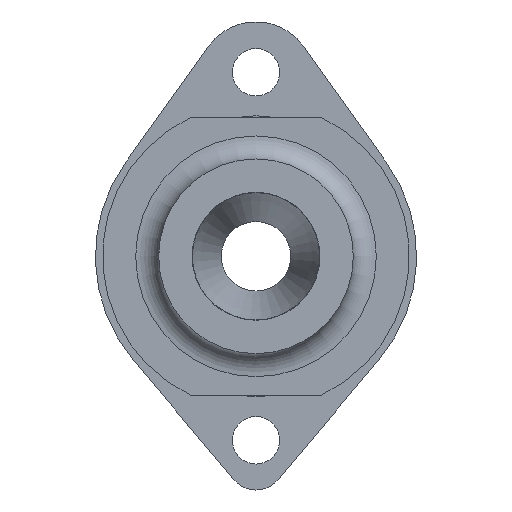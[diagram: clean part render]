
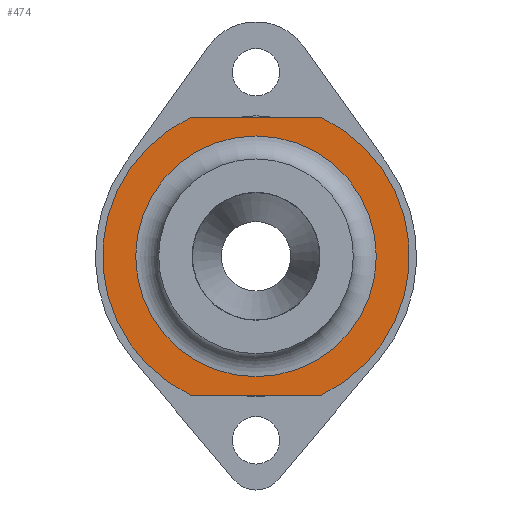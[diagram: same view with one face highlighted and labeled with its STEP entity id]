
A CAD part, front view. The second image highlights one B-rep face of the part: STEP entity #474.
In plain terms, the highlighted planar face has unit normal (0, -1, 0).
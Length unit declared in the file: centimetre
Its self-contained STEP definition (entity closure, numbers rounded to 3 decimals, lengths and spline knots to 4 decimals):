
#26=LINE('',#780,#40);
#27=LINE('',#784,#41);
#40=VECTOR('',#629,2.851);
#41=VECTOR('',#632,2.851);
#56=PLANE('',#524);
#90=FACE_BOUND('',#168,.T.);
#120=FACE_OUTER_BOUND('',#167,.T.);
#167=EDGE_LOOP('',(#377,#378,#379,#380));
#168=EDGE_LOOP('',(#381));
#218=CIRCLE('',#523,2.616);
#219=CIRCLE('',#525,3.335);
#220=CIRCLE('',#526,3.335);
#258=VERTEX_POINT('',#775);
#259=VERTEX_POINT('',#778);
#260=VERTEX_POINT('',#779);
#261=VERTEX_POINT('',#781);
#262=VERTEX_POINT('',#783);
#308=EDGE_CURVE('',#258,#258,#218,.T.);
#309=EDGE_CURVE('',#259,#260,#26,.T.);
#310=EDGE_CURVE('',#260,#261,#219,.T.);
#311=EDGE_CURVE('',#261,#262,#27,.T.);
#312=EDGE_CURVE('',#262,#259,#220,.T.);
#377=ORIENTED_EDGE('',*,*,#309,.T.);
#378=ORIENTED_EDGE('',*,*,#310,.T.);
#379=ORIENTED_EDGE('',*,*,#311,.T.);
#380=ORIENTED_EDGE('',*,*,#312,.T.);
#381=ORIENTED_EDGE('',*,*,#308,.F.);
#474=ADVANCED_FACE('',(#120,#90),#56,.T.);
#523=AXIS2_PLACEMENT_3D('',#776,#625,#626);
#524=AXIS2_PLACEMENT_3D('',#777,#627,#628);
#525=AXIS2_PLACEMENT_3D('',#782,#630,#631);
#526=AXIS2_PLACEMENT_3D('',#785,#633,#634);
#625=DIRECTION('center_axis',(0.,-1.,0.));
#626=DIRECTION('ref_axis',(1.,0.,0.));
#627=DIRECTION('center_axis',(0.,-1.,0.));
#628=DIRECTION('ref_axis',(-1.,0.,0.));
#629=DIRECTION('',(-1.,0.,0.));
#630=DIRECTION('center_axis',(0.,-1.,0.));
#631=DIRECTION('ref_axis',(-0.427,0.,0.904));
#632=DIRECTION('',(1.,0.,0.));
#633=DIRECTION('center_axis',(0.,-1.,0.));
#634=DIRECTION('ref_axis',(0.427,0.,-0.904));
#775=CARTESIAN_POINT('',(-2.616,-0.2516,0.));
#776=CARTESIAN_POINT('Origin',(0.,-0.2516,0.));
#777=CARTESIAN_POINT('Origin',(0.,-0.2516,0.));
#778=CARTESIAN_POINT('',(1.4255,-0.2516,3.015));
#779=CARTESIAN_POINT('',(-1.4255,-0.2516,3.015));
#780=CARTESIAN_POINT('',(1.4255,-0.2516,3.015));
#781=CARTESIAN_POINT('',(-1.4255,-0.2516,-3.015));
#782=CARTESIAN_POINT('Origin',(0.,-0.2516,0.));
#783=CARTESIAN_POINT('',(1.4255,-0.2516,-3.015));
#784=CARTESIAN_POINT('',(-1.4255,-0.2516,-3.015));
#785=CARTESIAN_POINT('Origin',(0.,-0.2516,0.));
